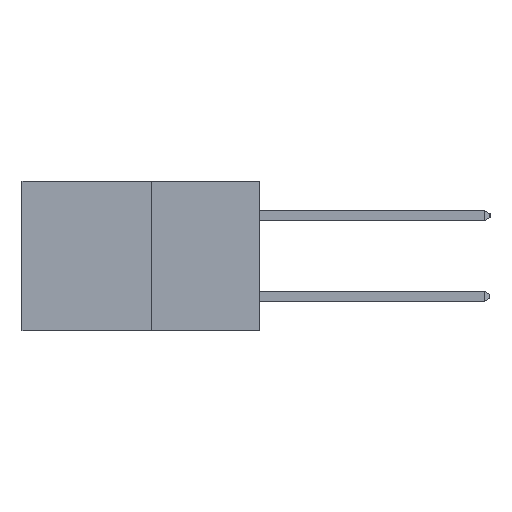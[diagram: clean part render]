
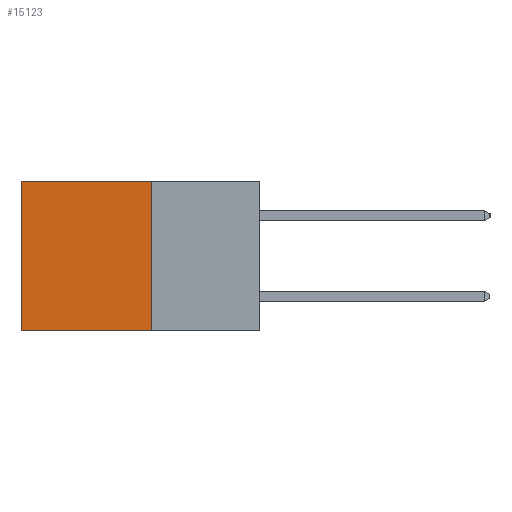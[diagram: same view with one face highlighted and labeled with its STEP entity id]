
A CAD part, left-side view. The second image highlights one B-rep face of the part: STEP entity #15123.
In plain terms, the highlighted planar face has unit normal (-1, 0, 0).
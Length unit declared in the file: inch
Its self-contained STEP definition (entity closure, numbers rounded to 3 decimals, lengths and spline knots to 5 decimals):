
#420 = CARTESIAN_POINT ( 'NONE',  ( 0.277, 0.59, -0.37 ) ) ;
#2030 = CARTESIAN_POINT ( 'NONE',  ( 0.277, 0.59, 0. ) ) ;
#3750 = DIRECTION ( 'NONE',  ( 0., 0., -1. ) ) ;
#4668 = CARTESIAN_POINT ( 'NONE',  ( 0.277, 0.27, -0.37 ) ) ;
#5502 = VERTEX_POINT ( 'NONE', #4668 ) ;
#5814 = LINE ( 'NONE', #11435, #17627 ) ;
#6677 = VERTEX_POINT ( 'NONE', #2030 ) ;
#7499 = VECTOR ( 'NONE', #3750, 39.37008 ) ;
#7638 = ORIENTED_EDGE ( 'NONE', *, *, #10187, .T. ) ;
#8136 = ORIENTED_EDGE ( 'NONE', *, *, #16443, .F. ) ;
#8147 = DIRECTION ( 'NONE',  ( 0., 0., -1. ) ) ;
#8301 = LINE ( 'NONE', #19082, #10569 ) ;
#9132 = EDGE_CURVE ( 'NONE', #5502, #11277, #8301, .T. ) ;
#9519 = DIRECTION ( 'NONE',  ( 0., 1., 0. ) ) ;
#9987 = LINE ( 'NONE', #13734, #17979 ) ;
#10187 = EDGE_CURVE ( 'NONE', #6677, #11277, #20226, .T. ) ;
#10569 = VECTOR ( 'NONE', #9519, 39.37008 ) ;
#10593 = EDGE_LOOP ( 'NONE', ( #7638, #11927, #8136, #20857 ) ) ;
#11269 = CARTESIAN_POINT ( 'NONE',  ( 0.277, 0.27, -0.37 ) ) ;
#11277 = VERTEX_POINT ( 'NONE', #420 ) ;
#11435 = CARTESIAN_POINT ( 'NONE',  ( 0.277, 0.27, -0.37 ) ) ;
#11927 = ORIENTED_EDGE ( 'NONE', *, *, #9132, .F. ) ;
#13034 = DIRECTION ( 'NONE',  ( 0., 0., -1. ) ) ;
#13734 = CARTESIAN_POINT ( 'NONE',  ( 0.277, 0.27, 0. ) ) ;
#14012 = EDGE_CURVE ( 'NONE', #18629, #6677, #9987, .T. ) ;
#15000 = CARTESIAN_POINT ( 'NONE',  ( 0.277, 0.59, -0.37 ) ) ;
#15123 = ADVANCED_FACE ( 'NONE', ( #18175 ), #16131, .F. ) ;
#15328 = DIRECTION ( 'NONE',  ( 0., 1., 0. ) ) ;
#16131 = PLANE ( 'NONE',  #20806 ) ;
#16443 = EDGE_CURVE ( 'NONE', #18629, #5502, #5814, .T. ) ;
#17627 = VECTOR ( 'NONE', #13034, 39.37008 ) ;
#17744 = DIRECTION ( 'NONE',  ( 1., 0., 0. ) ) ;
#17979 = VECTOR ( 'NONE', #15328, 39.37008 ) ;
#18175 = FACE_OUTER_BOUND ( 'NONE', #10593, .T. ) ;
#18629 = VERTEX_POINT ( 'NONE', #19662 ) ;
#19082 = CARTESIAN_POINT ( 'NONE',  ( 0.277, 0.27, -0.37 ) ) ;
#19662 = CARTESIAN_POINT ( 'NONE',  ( 0.277, 0.27, 0. ) ) ;
#20226 = LINE ( 'NONE', #15000, #7499 ) ;
#20806 = AXIS2_PLACEMENT_3D ( 'NONE', #11269, #17744, #8147 ) ;
#20857 = ORIENTED_EDGE ( 'NONE', *, *, #14012, .T. ) ;
